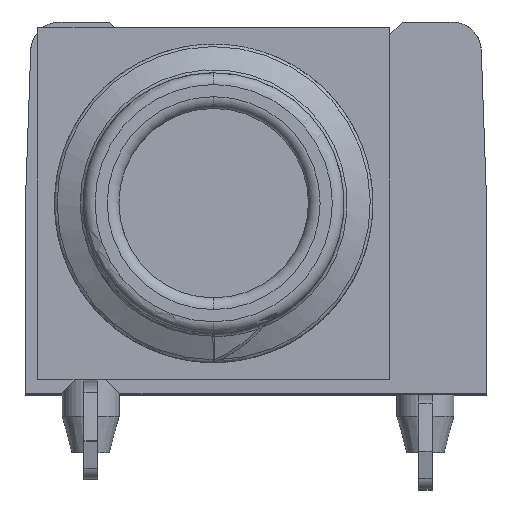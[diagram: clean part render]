
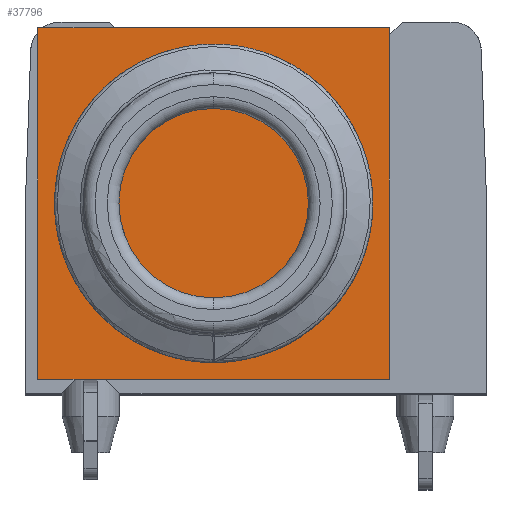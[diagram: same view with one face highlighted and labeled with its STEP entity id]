
A CAD part, top view. The second image highlights one B-rep face of the part: STEP entity #37796.
In plain terms, the highlighted planar face has unit normal (0, 0, 1).
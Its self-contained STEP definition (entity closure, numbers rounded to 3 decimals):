
#37757=DIRECTION('',(0.,-1.,0.));
#37758=VECTOR('',#37757,12.);
#37759=CARTESIAN_POINT('',(6.,6.,1.));
#37760=LINE('',#37759,#37758);
#37761=DIRECTION('',(-1.,0.,0.));
#37762=VECTOR('',#37761,12.);
#37763=CARTESIAN_POINT('',(6.,-6.,1.));
#37764=LINE('',#37763,#37762);
#37765=DIRECTION('',(0.,1.,0.));
#37766=VECTOR('',#37765,12.);
#37767=CARTESIAN_POINT('',(-6.,-6.,1.));
#37768=LINE('',#37767,#37766);
#37769=DIRECTION('',(1.,0.,0.));
#37770=VECTOR('',#37769,12.);
#37771=CARTESIAN_POINT('',(-6.,6.,1.));
#37772=LINE('',#37771,#37770);
#37773=CARTESIAN_POINT('',(6.,6.,1.));
#37774=CARTESIAN_POINT('',(6.,-6.,1.));
#37775=VERTEX_POINT('',#37773);
#37776=VERTEX_POINT('',#37774);
#37777=CARTESIAN_POINT('',(-6.,6.,1.));
#37778=CARTESIAN_POINT('',(-6.,-6.,1.));
#37779=VERTEX_POINT('',#37777);
#37780=VERTEX_POINT('',#37778);
#37781=CARTESIAN_POINT('',(6.,6.,1.));
#37782=DIRECTION('',(0.,0.,1.));
#37783=DIRECTION('',(0.,-1.,0.));
#37784=AXIS2_PLACEMENT_3D('',#37781,#37782,#37783);
#37785=PLANE('',#37784);
#37787=ORIENTED_EDGE('',*,*,#37786,.T.);
#37789=ORIENTED_EDGE('',*,*,#37788,.T.);
#37791=ORIENTED_EDGE('',*,*,#37790,.T.);
#37793=ORIENTED_EDGE('',*,*,#37792,.T.);
#37794=EDGE_LOOP('',(#37787,#37789,#37791,#37793));
#37795=FACE_OUTER_BOUND('',#37794,.F.);
#37796=ADVANCED_FACE('',(#37795),#37785,.T.);
#37786=EDGE_CURVE('',#37775,#37776,#37760,.T.);
#37788=EDGE_CURVE('',#37776,#37780,#37764,.T.);
#37790=EDGE_CURVE('',#37780,#37779,#37768,.T.);
#37792=EDGE_CURVE('',#37779,#37775,#37772,.T.);
